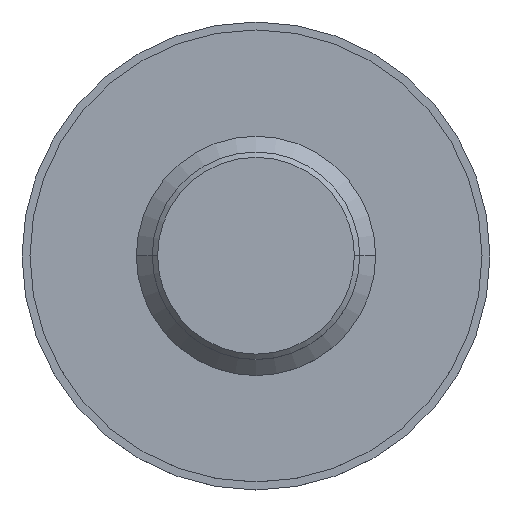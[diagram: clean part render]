
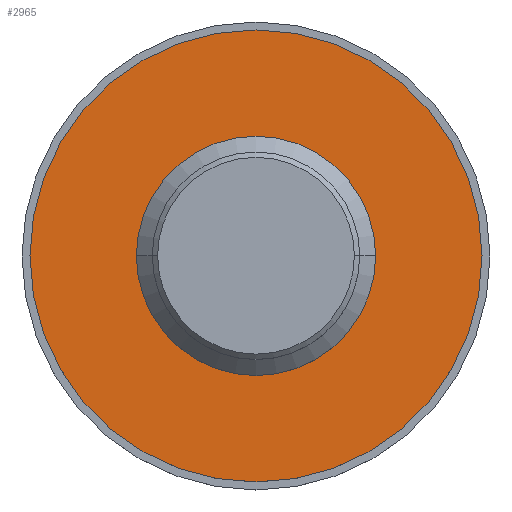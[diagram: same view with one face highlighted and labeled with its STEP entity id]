
A CAD part, top view. The second image highlights one B-rep face of the part: STEP entity #2965.
In plain terms, the highlighted planar face has unit normal (0, 0, 1).
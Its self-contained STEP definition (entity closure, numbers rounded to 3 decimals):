
#77 = CIRCLE ( 'NONE', #950, 42.5 ) ;
#120 = CARTESIAN_POINT ( 'NONE',  ( 22.5, 0., -15.34 ) ) ;
#499 = AXIS2_PLACEMENT_3D ( 'NONE', #1586, #2196, #3976 ) ;
#509 = DIRECTION ( 'NONE',  ( 1., 0., 0. ) ) ;
#521 = CARTESIAN_POINT ( 'NONE',  ( 0., 0., -15.34 ) ) ;
#732 = ORIENTED_EDGE ( 'NONE', *, *, #6861, .T. ) ;
#950 = AXIS2_PLACEMENT_3D ( 'NONE', #2515, #3115, #3664 ) ;
#1097 = CARTESIAN_POINT ( 'NONE',  ( 0., 0., -15.34 ) ) ;
#1503 = EDGE_LOOP ( 'NONE', ( #732, #2848 ) ) ;
#1554 = CIRCLE ( 'NONE', #7220, 42.5 ) ;
#1586 = CARTESIAN_POINT ( 'NONE',  ( 0., 42.5, -15.34 ) ) ;
#1918 = CARTESIAN_POINT ( 'NONE',  ( -42.5, 0., -15.34 ) ) ;
#2051 = VERTEX_POINT ( 'NONE', #2763 ) ;
#2196 = DIRECTION ( 'NONE',  ( 0., 0., -1. ) ) ;
#2245 = PLANE ( 'NONE',  #499 ) ;
#2398 = DIRECTION ( 'NONE',  ( -1., 0., 0. ) ) ;
#2515 = CARTESIAN_POINT ( 'NONE',  ( 0., 0., -15.34 ) ) ;
#2717 = DIRECTION ( 'NONE',  ( 0., 0., 1. ) ) ;
#2763 = CARTESIAN_POINT ( 'NONE',  ( 42.5, 0., -15.34 ) ) ;
#2848 = ORIENTED_EDGE ( 'NONE', *, *, #6877, .T. ) ;
#2960 = EDGE_CURVE ( 'Defeature ausgef�hrt1_8+Defeature ausgef�hrt1_7+Defeature ausgef�hrt1_7+Defeature ausgef�hrt1_7', #2051, #7145, #1554, .T. ) ;
#2965 = ADVANCED_FACE ( 'Defeature ausgef�hrt1_8', ( #6242, #4718 ), #2245, .F. ) ;
#3115 = DIRECTION ( 'NONE',  ( 0., 0., 1. ) ) ;
#3193 = CARTESIAN_POINT ( 'NONE',  ( -22.5, 0., -15.34 ) ) ;
#3241 = CIRCLE ( 'NONE', #6216, 22.5 ) ;
#3444 = EDGE_CURVE ( 'Defeature ausgef�hrt1_8+Defeature ausgef�hrt1_7+Defeature ausgef�hrt1_7+Defeature ausgef�hrt1_7', #7145, #2051, #77, .T. ) ;
#3488 = VERTEX_POINT ( 'NONE', #3193 ) ;
#3664 = DIRECTION ( 'NONE',  ( 1., 0., 0. ) ) ;
#3976 = DIRECTION ( 'NONE',  ( -1., 0., 0. ) ) ;
#3987 = DIRECTION ( 'NONE',  ( 0., 0., -1. ) ) ;
#4013 = DIRECTION ( 'NONE',  ( 0., 0., -1. ) ) ;
#4508 = CIRCLE ( 'NONE', #6979, 22.5 ) ;
#4718 = FACE_OUTER_BOUND ( 'NONE', #5835, .T. ) ;
#4868 = VERTEX_POINT ( 'NONE', #120 ) ;
#5281 = ORIENTED_EDGE ( 'NONE', *, *, #2960, .T. ) ;
#5774 = DIRECTION ( 'NONE',  ( -1., 0., 0. ) ) ;
#5835 = EDGE_LOOP ( 'NONE', ( #5281, #6662 ) ) ;
#6216 = AXIS2_PLACEMENT_3D ( 'NONE', #7444, #3987, #5774 ) ;
#6242 = FACE_BOUND ( 'NONE', #1503, .T. ) ;
#6662 = ORIENTED_EDGE ( 'NONE', *, *, #3444, .T. ) ;
#6861 = EDGE_CURVE ( 'Defeature ausgef�hrt1_8+Defeature ausgef�hrt1_13+Defeature ausgef�hrt1_13+Defeature ausgef�hrt1_13', #4868, #3488, #3241, .T. ) ;
#6877 = EDGE_CURVE ( 'Defeature ausgef�hrt1_8+Defeature ausgef�hrt1_13+Defeature ausgef�hrt1_13+Defeature ausgef�hrt1_13', #3488, #4868, #4508, .T. ) ;
#6979 = AXIS2_PLACEMENT_3D ( 'NONE', #521, #4013, #2398 ) ;
#7145 = VERTEX_POINT ( 'NONE', #1918 ) ;
#7220 = AXIS2_PLACEMENT_3D ( 'NONE', #1097, #2717, #509 ) ;
#7444 = CARTESIAN_POINT ( 'NONE',  ( 0., 0., -15.34 ) ) ;
